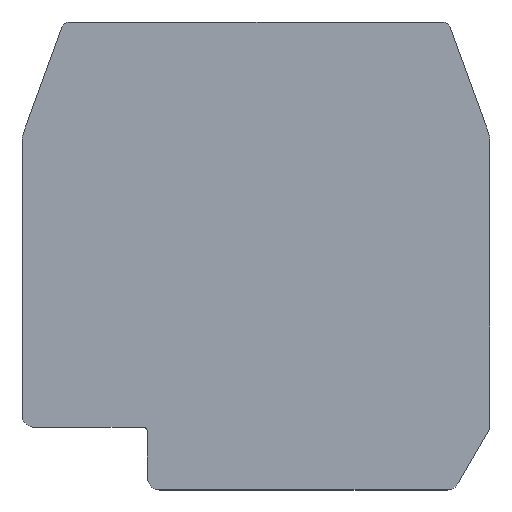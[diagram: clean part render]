
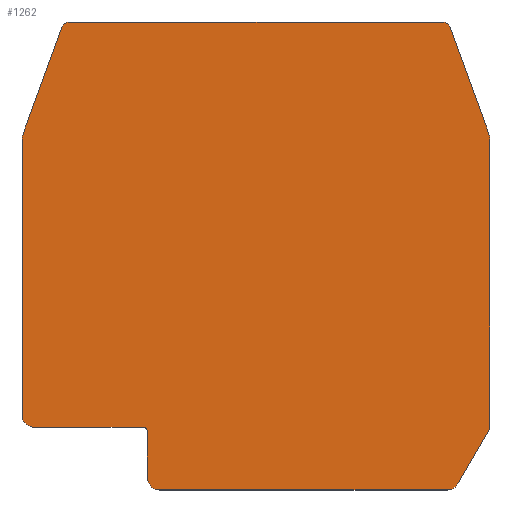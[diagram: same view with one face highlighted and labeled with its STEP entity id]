
A CAD part, top view. The second image highlights one B-rep face of the part: STEP entity #1262.
In plain terms, the highlighted face is planar.
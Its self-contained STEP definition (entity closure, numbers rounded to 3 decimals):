
#356=DIRECTION('',(-1.,0.,0.));
#357=VECTOR('',#356,32.91);
#358=CARTESIAN_POINT('',(188.128,72.314,-1.5));
#359=LINE('',#358,#357);
#391=DIRECTION('',(0.,-1.,0.));
#392=VECTOR('',#391,44.6);
#393=CARTESIAN_POINT('',(202.218,122.613,-1.5));
#394=LINE('',#393,#392);
#433=DIRECTION('',(1.,0.,0.));
#434=VECTOR('',#433,34.51);
#435=CARTESIAN_POINT('',(153.618,128.314,-1.5));
#436=LINE('',#435,#434);
#454=DIRECTION('',(0.,1.,0.));
#455=VECTOR('',#454,34.362);
#456=CARTESIAN_POINT('',(146.218,88.814,-1.5));
#457=LINE('',#456,#455);
#475=DIRECTION('',(-1.,0.,0.));
#476=VECTOR('',#475,5.5);
#477=CARTESIAN_POINT('',(153.218,87.314,-1.5));
#478=LINE('',#477,#476);
#496=DIRECTION('',(0.,1.,0.));
#497=VECTOR('',#496,13.);
#498=CARTESIAN_POINT('',(153.718,73.814,-1.5));
#499=LINE('',#498,#497);
#503=CARTESIAN_POINT('',(155.218,73.814,-1.5));
#504=DIRECTION('',(0.,0.,1.));
#505=DIRECTION('',(-1.,0.,0.));
#506=AXIS2_PLACEMENT_3D('',#503,#504,#505);
#511=CARTESIAN_POINT('',(188.128,74.314,-1.5));
#512=DIRECTION('',(0.,0.,1.));
#513=DIRECTION('',(0.,-1.,0.));
#514=AXIS2_PLACEMENT_3D('',#511,#512,#513);
#519=DIRECTION('',(0.94,0.342,0.));
#520=VECTOR('',#519,13.566);
#521=CARTESIAN_POINT('',(188.812,72.434,-1.5));
#522=LINE('',#521,#520);
#526=CARTESIAN_POINT('',(201.218,78.014,-1.5));
#527=DIRECTION('',(0.,0.,1.));
#528=DIRECTION('',(0.342,-0.94,0.));
#529=AXIS2_PLACEMENT_3D('',#526,#527,#528);
#534=CARTESIAN_POINT('',(201.218,122.613,-1.5));
#535=DIRECTION('',(0.,0.,1.));
#536=DIRECTION('',(1.,0.,0.));
#537=AXIS2_PLACEMENT_3D('',#534,#535,#536);
#542=DIRECTION('',(-0.94,0.342,0.));
#543=VECTOR('',#542,13.566);
#544=CARTESIAN_POINT('',(201.56,123.553,-1.5));
#545=LINE('',#544,#543);
#549=CARTESIAN_POINT('',(188.128,126.314,-1.5));
#550=DIRECTION('',(0.,0.,1.));
#551=DIRECTION('',(0.342,0.94,0.));
#552=AXIS2_PLACEMENT_3D('',#549,#550,#551);
#557=DIRECTION('',(-0.866,-0.5,0.));
#558=VECTOR('',#557,7.679);
#559=CARTESIAN_POINT('',(153.618,128.314,-1.5));
#560=LINE('',#559,#558);
#564=CARTESIAN_POINT('',(147.718,123.175,-1.5));
#565=DIRECTION('',(0.,0.,1.));
#566=DIRECTION('',(-0.5,0.866,0.));
#567=AXIS2_PLACEMENT_3D('',#564,#565,#566);
#572=CARTESIAN_POINT('',(147.718,88.814,-1.5));
#573=DIRECTION('',(0.,0.,1.));
#574=DIRECTION('',(-1.,0.,0.));
#575=AXIS2_PLACEMENT_3D('',#572,#573,#574);
#580=CARTESIAN_POINT('',(153.218,86.814,-1.5));
#581=DIRECTION('',(0.,0.,-1.));
#582=DIRECTION('',(0.,1.,0.));
#583=AXIS2_PLACEMENT_3D('',#580,#581,#582);
#758=CARTESIAN_POINT('',(155.218,72.314,-1.5));
#759=VERTEX_POINT('',#758);
#760=CARTESIAN_POINT('',(153.718,73.814,-1.5));
#761=VERTEX_POINT('',#760);
#762=CARTESIAN_POINT('',(188.128,72.314,-1.5));
#763=VERTEX_POINT('',#762);
#764=CARTESIAN_POINT('',(188.812,72.434,-1.5));
#765=VERTEX_POINT('',#764);
#766=CARTESIAN_POINT('',(201.56,77.074,-1.5));
#767=VERTEX_POINT('',#766);
#768=CARTESIAN_POINT('',(202.218,78.014,-1.5));
#769=VERTEX_POINT('',#768);
#770=CARTESIAN_POINT('',(202.218,122.613,-1.5));
#771=VERTEX_POINT('',#770);
#772=CARTESIAN_POINT('',(201.56,123.553,-1.5));
#773=VERTEX_POINT('',#772);
#774=CARTESIAN_POINT('',(188.812,128.193,-1.5));
#775=VERTEX_POINT('',#774);
#776=CARTESIAN_POINT('',(188.128,128.314,-1.5));
#777=VERTEX_POINT('',#776);
#778=CARTESIAN_POINT('',(153.618,128.314,-1.5));
#779=VERTEX_POINT('',#778);
#780=CARTESIAN_POINT('',(146.968,124.474,-1.5));
#781=VERTEX_POINT('',#780);
#782=CARTESIAN_POINT('',(146.218,123.175,-1.5));
#783=VERTEX_POINT('',#782);
#784=CARTESIAN_POINT('',(146.218,88.814,-1.5));
#785=VERTEX_POINT('',#784);
#786=CARTESIAN_POINT('',(147.718,87.314,-1.5));
#787=VERTEX_POINT('',#786);
#788=CARTESIAN_POINT('',(153.218,87.314,-1.5));
#789=VERTEX_POINT('',#788);
#790=CARTESIAN_POINT('',(153.718,86.814,-1.5));
#791=VERTEX_POINT('',#790);
#1238=CARTESIAN_POINT('',(9.008,17.63,-1.5));
#1239=DIRECTION('',(0.,0.,1.));
#1240=DIRECTION('',(1.,0.,0.));
#1241=AXIS2_PLACEMENT_3D('',#1238,#1239,#1240);
#1242=PLANE('',#1241);
#1243=ORIENTED_EDGE('',*,*,#1225,.F.);
#1244=ORIENTED_EDGE('',*,*,#889,.T.);
#1245=ORIENTED_EDGE('',*,*,#911,.F.);
#1246=ORIENTED_EDGE('',*,*,#932,.T.);
#1247=ORIENTED_EDGE('',*,*,#953,.T.);
#1248=ORIENTED_EDGE('',*,*,#974,.T.);
#1249=ORIENTED_EDGE('',*,*,#995,.F.);
#1250=ORIENTED_EDGE('',*,*,#1016,.T.);
#1251=ORIENTED_EDGE('',*,*,#1037,.T.);
#1252=ORIENTED_EDGE('',*,*,#1058,.T.);
#1253=ORIENTED_EDGE('',*,*,#1079,.F.);
#1254=ORIENTED_EDGE('',*,*,#1100,.T.);
#1255=ORIENTED_EDGE('',*,*,#1121,.T.);
#1256=ORIENTED_EDGE('',*,*,#1142,.F.);
#1257=ORIENTED_EDGE('',*,*,#1163,.T.);
#1258=ORIENTED_EDGE('',*,*,#1184,.F.);
#1259=ORIENTED_EDGE('',*,*,#1205,.T.);
#1260=EDGE_LOOP('',(#1243,#1244,#1245,#1246,#1247,#1248,#1249,#1250,#1251,#1252,
#1253,#1254,#1255,#1256,#1257,#1258,#1259));
#1261=FACE_OUTER_BOUND('',#1260,.F.);
#507=CIRCLE('',#506,1.5);
#515=CIRCLE('',#514,2.);
#530=CIRCLE('',#529,1.);
#538=CIRCLE('',#537,1.);
#553=CIRCLE('',#552,2.);
#568=CIRCLE('',#567,1.5);
#576=CIRCLE('',#575,1.5);
#584=CIRCLE('',#583,0.5);
#889=EDGE_CURVE('',#761,#759,#507,.T.);
#911=EDGE_CURVE('',#763,#759,#359,.T.);
#932=EDGE_CURVE('',#763,#765,#515,.T.);
#953=EDGE_CURVE('',#765,#767,#522,.T.);
#974=EDGE_CURVE('',#767,#769,#530,.T.);
#995=EDGE_CURVE('',#771,#769,#394,.T.);
#1016=EDGE_CURVE('',#771,#773,#538,.T.);
#1037=EDGE_CURVE('',#773,#775,#545,.T.);
#1058=EDGE_CURVE('',#775,#777,#553,.T.);
#1079=EDGE_CURVE('',#779,#777,#436,.T.);
#1100=EDGE_CURVE('',#779,#781,#560,.T.);
#1121=EDGE_CURVE('',#781,#783,#568,.T.);
#1142=EDGE_CURVE('',#785,#783,#457,.T.);
#1163=EDGE_CURVE('',#785,#787,#576,.T.);
#1184=EDGE_CURVE('',#789,#787,#478,.T.);
#1205=EDGE_CURVE('',#789,#791,#584,.T.);
#1225=EDGE_CURVE('',#761,#791,#499,.T.);
#1262=ADVANCED_FACE('',(#1261),#1242,.F.);
